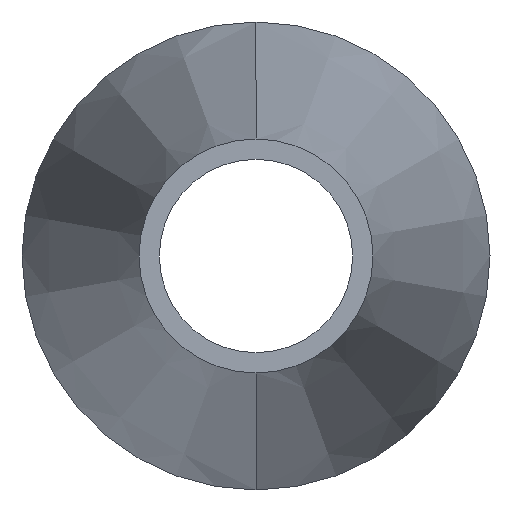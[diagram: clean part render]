
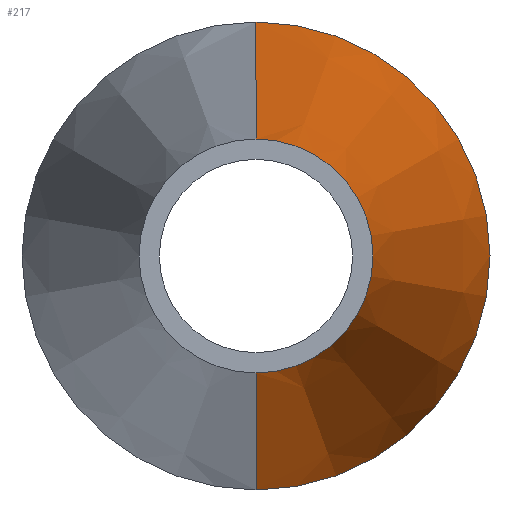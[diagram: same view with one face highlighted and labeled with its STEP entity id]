
A CAD part, front view. The second image highlights one B-rep face of the part: STEP entity #217.
In plain terms, the highlighted conical face has half-angle 10.62 degrees and reference radius 9.525 mm.
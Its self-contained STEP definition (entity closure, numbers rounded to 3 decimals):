
#13 = CARTESIAN_POINT ( 'NONE',  ( 0., 0., -9.525 ) ) ;
#15 = CIRCLE ( 'NONE', #57, 9.525 ) ;
#16 = CARTESIAN_POINT ( 'NONE',  ( 0., 50.8, 19.05 ) ) ;
#30 = EDGE_CURVE ( 'NONE', #184, #193, #308, .T. ) ;
#34 = VECTOR ( 'NONE', #278, 1000. ) ;
#42 = EDGE_LOOP ( 'NONE', ( #65, #396, #104, #162 ) ) ;
#45 = DIRECTION ( 'NONE',  ( 0., 1., 0. ) ) ;
#46 = LINE ( 'NONE', #54, #34 ) ;
#54 = CARTESIAN_POINT ( 'NONE',  ( 0., 0., -9.525 ) ) ;
#57 = AXIS2_PLACEMENT_3D ( 'NONE', #282, #87, #313 ) ;
#62 = VERTEX_POINT ( 'NONE', #230 ) ;
#65 = ORIENTED_EDGE ( 'NONE', *, *, #261, .F. ) ;
#87 = DIRECTION ( 'NONE',  ( 0., -1., 0. ) ) ;
#104 = ORIENTED_EDGE ( 'NONE', *, *, #30, .F. ) ;
#137 = CARTESIAN_POINT ( 'NONE',  ( 0., 50.8, 0. ) ) ;
#160 = AXIS2_PLACEMENT_3D ( 'NONE', #137, #391, #361 ) ;
#162 = ORIENTED_EDGE ( 'NONE', *, *, #219, .F. ) ;
#182 = CARTESIAN_POINT ( 'NONE',  ( 0., 50.8, -19.05 ) ) ;
#184 = VERTEX_POINT ( 'NONE', #16 ) ;
#193 = VERTEX_POINT ( 'NONE', #182 ) ;
#203 = VERTEX_POINT ( 'NONE', #13 ) ;
#204 = EDGE_CURVE ( 'NONE', #203, #193, #46, .T. ) ;
#217 = ADVANCED_FACE ( 'NONE', ( #330 ), #291, .T. ) ;
#219 = EDGE_CURVE ( 'NONE', #62, #184, #413, .T. ) ;
#230 = CARTESIAN_POINT ( 'NONE',  ( 0., 0., 9.525 ) ) ;
#261 = EDGE_CURVE ( 'NONE', #203, #62, #15, .T. ) ;
#278 = DIRECTION ( 'NONE',  ( 0., 0.983, -0.184 ) ) ;
#282 = CARTESIAN_POINT ( 'NONE',  ( 0., 0., 0. ) ) ;
#291 = CONICAL_SURFACE ( 'NONE', #328, 9.525, 0.185 ) ;
#298 = VECTOR ( 'NONE', #365, 1000. ) ;
#308 = CIRCLE ( 'NONE', #160, 19.05 ) ;
#313 = DIRECTION ( 'NONE',  ( 0., 0., -1. ) ) ;
#328 = AXIS2_PLACEMENT_3D ( 'NONE', #398, #45, #342 ) ;
#330 = FACE_OUTER_BOUND ( 'NONE', #42, .T. ) ;
#332 = CARTESIAN_POINT ( 'NONE',  ( 0., 0., 9.525 ) ) ;
#342 = DIRECTION ( 'NONE',  ( 0., 0., 1. ) ) ;
#361 = DIRECTION ( 'NONE',  ( 0., 0., 1. ) ) ;
#365 = DIRECTION ( 'NONE',  ( 0., 0.983, 0.184 ) ) ;
#391 = DIRECTION ( 'NONE',  ( 0., 1., 0. ) ) ;
#396 = ORIENTED_EDGE ( 'NONE', *, *, #204, .T. ) ;
#398 = CARTESIAN_POINT ( 'NONE',  ( 0., 0., 0. ) ) ;
#413 = LINE ( 'NONE', #332, #298 ) ;
